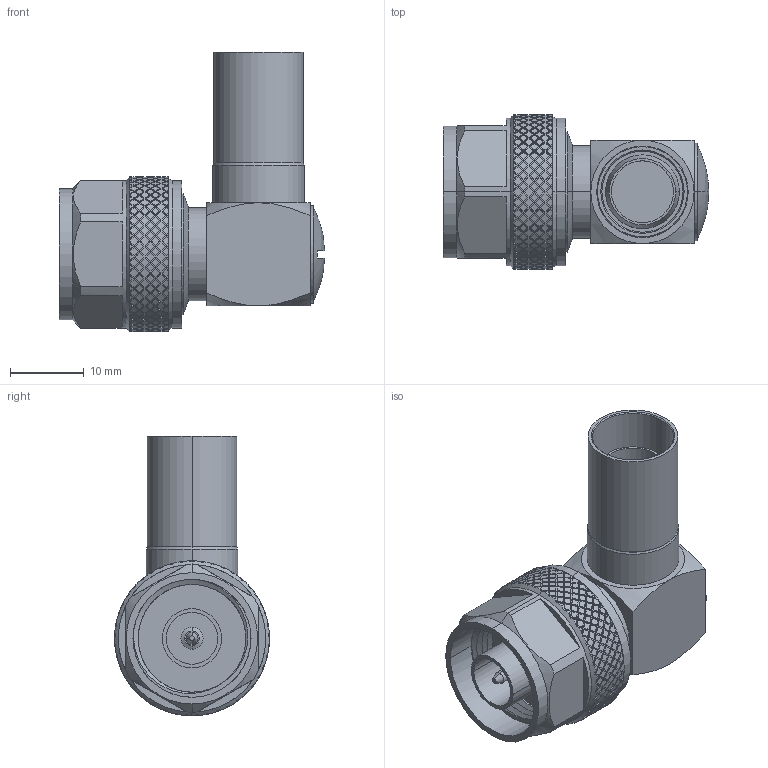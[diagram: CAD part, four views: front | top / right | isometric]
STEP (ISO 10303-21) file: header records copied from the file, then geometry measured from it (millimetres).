
FILE_DESCRIPTION((''),'2;1');
FILE_NAME('172176_N_','2021-08-11T',('Administrator'),(''),'PRO/ENGINEER BY PARAMETRIC TECHNOLOGY CORPORATION, 2012090','PRO/ENGINEER BY PARAMETRIC TECHNOLOGY CORPORATION, 2012090','');
FILE_SCHEMA(('CONFIG_CONTROL_DESIGN'));
Length unit declared in the file: millimetre
Products named in the file (1): 172176_N_
Bounding box: 35.98 x 21 x 37.9 mm (x, y, z)
Volume: 8197.5 mm3; surface area: 5553.7 mm2
Topology: 1 solids, 1 shells, 2671 faces, 6310 edges, 3656 vertices
Faces by surface type: bspline 2162, cylinder 442, plane 37, cone 28, sphere 2
Entity records: 132022 total; most frequent: CARTESIAN_POINT 88232, ORIENTED_EDGE 12620, EDGE_CURVE 6310, B_SPLINE_CURVE_WITH_KNOTS 5128, VERTEX_POINT 3656, EDGE_LOOP 2686, FACE_OUTER_BOUND 2671, ADVANCED_FACE 2671
